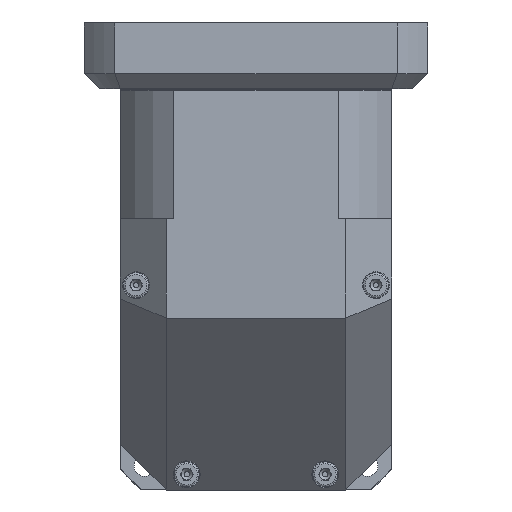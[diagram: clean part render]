
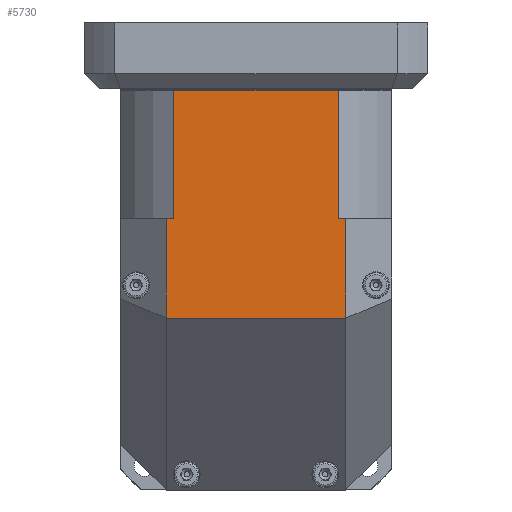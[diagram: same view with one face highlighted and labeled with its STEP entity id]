
A CAD part, front view. The second image highlights one B-rep face of the part: STEP entity #5730.
In plain terms, the highlighted planar face has unit normal (0, -1, 0).
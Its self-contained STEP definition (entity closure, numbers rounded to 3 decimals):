
#5659=CARTESIAN_POINT('',(-71.0,-71.0,138.5));
#5660=DIRECTION('',(0.0,-1.0,0.0));
#5661=DIRECTION('',(0.0,0.0,-1.0));
#5662=AXIS2_PLACEMENT_3D('',#5659,#5660,#5661);
#5663=PLANE('',#5662);
#5664=CARTESIAN_POINT('',(42.988,-71.0,71.));
#5665=VERTEX_POINT('',#5664);
#5666=CARTESIAN_POINT('',(42.988,-71.0,138.2));
#5667=VERTEX_POINT('',#5666);
#5668=CARTESIAN_POINT('',(42.988,-71.0,71.));
#5669=DIRECTION('',(0.0,0.0,1.0));
#5670=VECTOR('',#5669,67.2);
#5671=LINE('',#5668,#5670);
#5672=EDGE_CURVE('',#5665,#5667,#5671,.T.);
#5673=ORIENTED_EDGE('',*,*,#5672,.T.);
#5674=CARTESIAN_POINT('',(-42.988,-71.0,138.2));
#5675=VERTEX_POINT('',#5674);
#5676=CARTESIAN_POINT('',(42.988,-71.0,138.2));
#5677=DIRECTION('',(-1.0,0.0,0.0));
#5678=VECTOR('',#5677,85.977);
#5679=LINE('',#5676,#5678);
#5680=EDGE_CURVE('',#5667,#5675,#5679,.T.);
#5681=ORIENTED_EDGE('',*,*,#5680,.T.);
#5682=CARTESIAN_POINT('',(-42.988,-71.0,71.));
#5683=VERTEX_POINT('',#5682);
#5684=CARTESIAN_POINT('',(-42.988,-71.0,71.));
#5685=DIRECTION('',(0.0,0.0,1.0));
#5686=VECTOR('',#5685,67.2);
#5687=LINE('',#5684,#5686);
#5688=EDGE_CURVE('',#5683,#5675,#5687,.T.);
#5689=ORIENTED_EDGE('',*,*,#5688,.F.);
#5690=CARTESIAN_POINT('',(-47.,-71.,71.));
#5691=VERTEX_POINT('',#5690);
#5692=CARTESIAN_POINT('',(-42.988,-71.0,71.));
#5693=DIRECTION('',(-1.0,0.0,0.0));
#5694=VECTOR('',#5693,4.012);
#5695=LINE('',#5692,#5694);
#5696=EDGE_CURVE('',#5683,#5691,#5695,.T.);
#5697=ORIENTED_EDGE('',*,*,#5696,.T.);
#5698=CARTESIAN_POINT('',(-47.,-71.0,19.));
#5699=VERTEX_POINT('',#5698);
#5700=CARTESIAN_POINT('',(-47.,-71.0,71.));
#5701=DIRECTION('',(0.0,0.0,-1.0));
#5702=VECTOR('',#5701,52.);
#5703=LINE('',#5700,#5702);
#5704=EDGE_CURVE('',#5691,#5699,#5703,.T.);
#5705=ORIENTED_EDGE('',*,*,#5704,.T.);
#5706=CARTESIAN_POINT('',(47.,-71.0,19.));
#5707=VERTEX_POINT('',#5706);
#5708=CARTESIAN_POINT('',(-47.,-71.0,19.));
#5709=DIRECTION('',(1.0,0.0,0.0));
#5710=VECTOR('',#5709,94.);
#5711=LINE('',#5708,#5710);
#5712=EDGE_CURVE('',#5699,#5707,#5711,.T.);
#5713=ORIENTED_EDGE('',*,*,#5712,.T.);
#5714=CARTESIAN_POINT('',(47.,-71.0,71.));
#5715=VERTEX_POINT('',#5714);
#5716=CARTESIAN_POINT('',(47.,-71.0,19.));
#5717=DIRECTION('',(0.0,0.0,1.0));
#5718=VECTOR('',#5717,52.);
#5719=LINE('',#5716,#5718);
#5720=EDGE_CURVE('',#5707,#5715,#5719,.T.);
#5721=ORIENTED_EDGE('',*,*,#5720,.T.);
#5722=CARTESIAN_POINT('',(47.,-71.0,71.));
#5723=DIRECTION('',(-1.0,0.0,0.0));
#5724=VECTOR('',#5723,4.012);
#5725=LINE('',#5722,#5724);
#5726=EDGE_CURVE('',#5715,#5665,#5725,.T.);
#5727=ORIENTED_EDGE('',*,*,#5726,.T.);
#5728=EDGE_LOOP('',(#5673,#5681,#5689,#5697,#5705,#5713,#5721,#5727));
#5729=FACE_OUTER_BOUND('',#5728,.T.);
#5730=ADVANCED_FACE('',(#5729),#5663,.T.);
